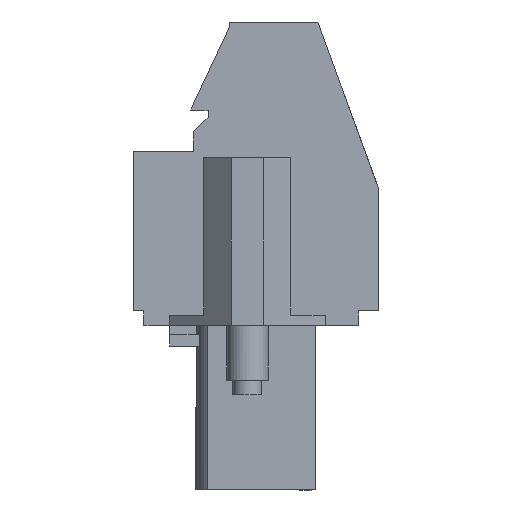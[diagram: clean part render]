
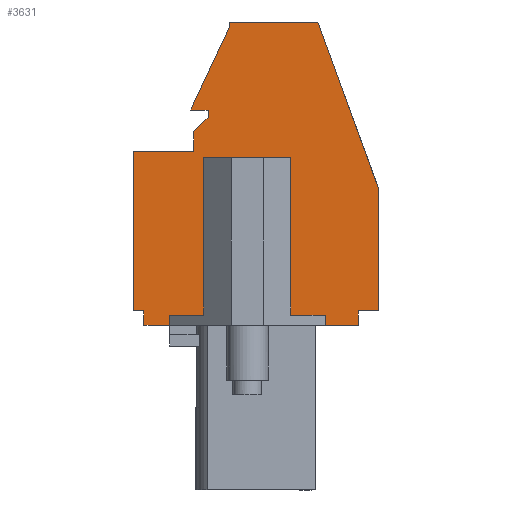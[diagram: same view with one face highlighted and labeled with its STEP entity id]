
A CAD part, left-side view. The second image highlights one B-rep face of the part: STEP entity #3631.
In plain terms, the highlighted planar face has unit normal (-1, 0, 0).
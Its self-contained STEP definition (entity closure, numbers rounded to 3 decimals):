
#1399=AXIS2_PLACEMENT_3D('Plane Axis2P3D',#1396,#1397,#1398) ;
#107=CARTESIAN_POINT('Line Origine',(3.47,1.782,7.95)) ;
#111=CARTESIAN_POINT('Vertex',(3.47,2.58,7.95)) ;
#113=CARTESIAN_POINT('Vertex',(3.47,0.983,7.95)) ;
#148=CARTESIAN_POINT('Vertex',(3.47,10.08,7.95)) ;
#151=CARTESIAN_POINT('Line Origine',(3.47,10.705,7.95)) ;
#155=CARTESIAN_POINT('Vertex',(3.47,11.33,7.95)) ;
#1396=CARTESIAN_POINT('Axis2P3D Location',(3.47,0.,0.)) ;
#3487=CARTESIAN_POINT('Line Origine',(3.47,0.983,8.3)) ;
#3491=CARTESIAN_POINT('Vertex',(3.47,0.983,8.65)) ;
#3494=CARTESIAN_POINT('Line Origine',(3.47,0.492,8.65)) ;
#3498=CARTESIAN_POINT('Vertex',(3.47,0.,8.65)) ;
#3501=CARTESIAN_POINT('Line Origine',(3.47,0.,11.611)) ;
#3505=CARTESIAN_POINT('Vertex',(3.47,0.,14.572)) ;
#3508=CARTESIAN_POINT('Line Origine',(3.47,1.461,18.586)) ;
#3512=CARTESIAN_POINT('Vertex',(3.47,2.922,22.6)) ;
#3515=CARTESIAN_POINT('Line Origine',(3.47,5.052,22.6)) ;
#3519=CARTESIAN_POINT('Vertex',(3.47,7.181,22.6)) ;
#3522=CARTESIAN_POINT('Line Origine',(3.47,7.181,22.5)) ;
#3526=CARTESIAN_POINT('Vertex',(3.47,7.181,22.4)) ;
#3529=CARTESIAN_POINT('Line Origine',(3.47,8.126,20.375)) ;
#3533=CARTESIAN_POINT('Vertex',(3.47,9.07,18.35)) ;
#3536=CARTESIAN_POINT('Line Origine',(3.47,8.65,18.35)) ;
#3540=CARTESIAN_POINT('Vertex',(3.47,8.23,18.35)) ;
#3543=CARTESIAN_POINT('Line Origine',(3.47,8.23,18.175)) ;
#3547=CARTESIAN_POINT('Vertex',(3.47,8.23,18.)) ;
#3550=CARTESIAN_POINT('Line Origine',(3.47,8.58,17.65)) ;
#3554=CARTESIAN_POINT('Vertex',(3.47,8.93,17.3)) ;
#3557=CARTESIAN_POINT('Line Origine',(3.47,8.93,16.825)) ;
#3561=CARTESIAN_POINT('Vertex',(3.47,8.93,16.35)) ;
#3564=CARTESIAN_POINT('Line Origine',(3.47,10.38,16.35)) ;
#3568=CARTESIAN_POINT('Vertex',(3.47,11.83,16.35)) ;
#3571=CARTESIAN_POINT('Line Origine',(3.47,11.83,12.5)) ;
#3575=CARTESIAN_POINT('Vertex',(3.47,11.83,8.65)) ;
#3578=CARTESIAN_POINT('Line Origine',(3.47,11.58,8.65)) ;
#3582=CARTESIAN_POINT('Vertex',(3.47,11.33,8.65)) ;
#3585=CARTESIAN_POINT('Line Origine',(3.47,11.33,8.3)) ;
#3590=CARTESIAN_POINT('Line Origine',(3.47,10.08,8.2)) ;
#3594=CARTESIAN_POINT('Vertex',(3.47,10.08,8.45)) ;
#3597=CARTESIAN_POINT('Line Origine',(3.47,6.33,8.45)) ;
#3601=CARTESIAN_POINT('Vertex',(3.47,2.58,8.45)) ;
#3604=CARTESIAN_POINT('Line Origine',(3.47,2.58,8.2)) ;
#108=DIRECTION('Vector Direction',(0.,-1.,0.)) ;
#152=DIRECTION('Vector Direction',(0.,-1.,0.)) ;
#1397=DIRECTION('Axis2P3D Direction',(-1.,0.,0.)) ;
#1398=DIRECTION('Axis2P3D XDirection',(0.,0.,1.)) ;
#3488=DIRECTION('Vector Direction',(0.,0.,1.)) ;
#3495=DIRECTION('Vector Direction',(0.,-1.,0.)) ;
#3502=DIRECTION('Vector Direction',(0.,0.,1.)) ;
#3509=DIRECTION('Vector Direction',(0.,-0.342,-0.94)) ;
#3516=DIRECTION('Vector Direction',(0.,-1.,0.)) ;
#3523=DIRECTION('Vector Direction',(0.,0.,1.)) ;
#3530=DIRECTION('Vector Direction',(0.,-0.423,0.906)) ;
#3537=DIRECTION('Vector Direction',(0.,1.,0.)) ;
#3544=DIRECTION('Vector Direction',(0.,0.,1.)) ;
#3551=DIRECTION('Vector Direction',(0.,-0.707,0.707)) ;
#3558=DIRECTION('Vector Direction',(0.,0.,1.)) ;
#3565=DIRECTION('Vector Direction',(0.,-1.,0.)) ;
#3572=DIRECTION('Vector Direction',(0.,0.,1.)) ;
#3579=DIRECTION('Vector Direction',(0.,1.,0.)) ;
#3586=DIRECTION('Vector Direction',(0.,0.,-1.)) ;
#3591=DIRECTION('Vector Direction',(0.,0.,1.)) ;
#3598=DIRECTION('Vector Direction',(0.,1.,0.)) ;
#3605=DIRECTION('Vector Direction',(0.,0.,1.)) ;
#109=VECTOR('Line Direction',#108,1.) ;
#153=VECTOR('Line Direction',#152,1.) ;
#3489=VECTOR('Line Direction',#3488,1.) ;
#3496=VECTOR('Line Direction',#3495,1.) ;
#3503=VECTOR('Line Direction',#3502,1.) ;
#3510=VECTOR('Line Direction',#3509,1.) ;
#3517=VECTOR('Line Direction',#3516,1.) ;
#3524=VECTOR('Line Direction',#3523,1.) ;
#3531=VECTOR('Line Direction',#3530,1.) ;
#3538=VECTOR('Line Direction',#3537,1.) ;
#3545=VECTOR('Line Direction',#3544,1.) ;
#3552=VECTOR('Line Direction',#3551,1.) ;
#3559=VECTOR('Line Direction',#3558,1.) ;
#3566=VECTOR('Line Direction',#3565,1.) ;
#3573=VECTOR('Line Direction',#3572,1.) ;
#3580=VECTOR('Line Direction',#3579,1.) ;
#3587=VECTOR('Line Direction',#3586,1.) ;
#3592=VECTOR('Line Direction',#3591,1.) ;
#3599=VECTOR('Line Direction',#3598,1.) ;
#3606=VECTOR('Line Direction',#3605,1.) ;
#3610=ORIENTED_EDGE('',*,*,#115,.T.) ;
#3611=ORIENTED_EDGE('',*,*,#3493,.T.) ;
#3612=ORIENTED_EDGE('',*,*,#3500,.T.) ;
#3613=ORIENTED_EDGE('',*,*,#3507,.T.) ;
#3614=ORIENTED_EDGE('',*,*,#3514,.T.) ;
#3615=ORIENTED_EDGE('',*,*,#3521,.T.) ;
#3616=ORIENTED_EDGE('',*,*,#3528,.T.) ;
#3617=ORIENTED_EDGE('',*,*,#3535,.T.) ;
#3618=ORIENTED_EDGE('',*,*,#3542,.T.) ;
#3619=ORIENTED_EDGE('',*,*,#3549,.T.) ;
#3620=ORIENTED_EDGE('',*,*,#3556,.T.) ;
#3621=ORIENTED_EDGE('',*,*,#3563,.T.) ;
#3622=ORIENTED_EDGE('',*,*,#3570,.T.) ;
#3623=ORIENTED_EDGE('',*,*,#3577,.T.) ;
#3624=ORIENTED_EDGE('',*,*,#3584,.T.) ;
#3625=ORIENTED_EDGE('',*,*,#3589,.T.) ;
#3626=ORIENTED_EDGE('',*,*,#157,.T.) ;
#3627=ORIENTED_EDGE('',*,*,#3596,.T.) ;
#3628=ORIENTED_EDGE('',*,*,#3603,.F.) ;
#3629=ORIENTED_EDGE('',*,*,#3608,.F.) ;
#3631=ADVANCED_FACE('HOUSING',(#3630),#1400,.T.) ;
#115=EDGE_CURVE('',#112,#114,#110,.T.) ;
#157=EDGE_CURVE('',#156,#149,#154,.T.) ;
#3493=EDGE_CURVE('',#114,#3492,#3490,.T.) ;
#3500=EDGE_CURVE('',#3492,#3499,#3497,.T.) ;
#3507=EDGE_CURVE('',#3499,#3506,#3504,.T.) ;
#3514=EDGE_CURVE('',#3506,#3513,#3511,.F.) ;
#3521=EDGE_CURVE('',#3513,#3520,#3518,.F.) ;
#3528=EDGE_CURVE('',#3520,#3527,#3525,.F.) ;
#3535=EDGE_CURVE('',#3527,#3534,#3532,.F.) ;
#3542=EDGE_CURVE('',#3534,#3541,#3539,.F.) ;
#3549=EDGE_CURVE('',#3541,#3548,#3546,.F.) ;
#3556=EDGE_CURVE('',#3548,#3555,#3553,.F.) ;
#3563=EDGE_CURVE('',#3555,#3562,#3560,.F.) ;
#3570=EDGE_CURVE('',#3562,#3569,#3567,.F.) ;
#3577=EDGE_CURVE('',#3569,#3576,#3574,.F.) ;
#3584=EDGE_CURVE('',#3576,#3583,#3581,.F.) ;
#3589=EDGE_CURVE('',#3583,#156,#3588,.T.) ;
#3596=EDGE_CURVE('',#149,#3595,#3593,.T.) ;
#3603=EDGE_CURVE('',#3602,#3595,#3600,.T.) ;
#3608=EDGE_CURVE('',#112,#3602,#3607,.T.) ;
#3609=EDGE_LOOP('',(#3610,#3611,#3612,#3613,#3614,#3615,#3616,#3617,#3618,#3619,#3620,#3621,#3622,#3623,#3624,#3625,#3626,#3627,#3628,#3629)) ;
#3630=FACE_OUTER_BOUND('',#3609,.T.) ;
#110=LINE('Line',#107,#109) ;
#154=LINE('Line',#151,#153) ;
#3490=LINE('Line',#3487,#3489) ;
#3497=LINE('Line',#3494,#3496) ;
#3504=LINE('Line',#3501,#3503) ;
#3511=LINE('Line',#3508,#3510) ;
#3518=LINE('Line',#3515,#3517) ;
#3525=LINE('Line',#3522,#3524) ;
#3532=LINE('Line',#3529,#3531) ;
#3539=LINE('Line',#3536,#3538) ;
#3546=LINE('Line',#3543,#3545) ;
#3553=LINE('Line',#3550,#3552) ;
#3560=LINE('Line',#3557,#3559) ;
#3567=LINE('Line',#3564,#3566) ;
#3574=LINE('Line',#3571,#3573) ;
#3581=LINE('Line',#3578,#3580) ;
#3588=LINE('Line',#3585,#3587) ;
#3593=LINE('Line',#3590,#3592) ;
#3600=LINE('Line',#3597,#3599) ;
#3607=LINE('Line',#3604,#3606) ;
#1400=PLANE('',#1399) ;
#112=VERTEX_POINT('',#111) ;
#114=VERTEX_POINT('',#113) ;
#149=VERTEX_POINT('',#148) ;
#156=VERTEX_POINT('',#155) ;
#3492=VERTEX_POINT('',#3491) ;
#3499=VERTEX_POINT('',#3498) ;
#3506=VERTEX_POINT('',#3505) ;
#3513=VERTEX_POINT('',#3512) ;
#3520=VERTEX_POINT('',#3519) ;
#3527=VERTEX_POINT('',#3526) ;
#3534=VERTEX_POINT('',#3533) ;
#3541=VERTEX_POINT('',#3540) ;
#3548=VERTEX_POINT('',#3547) ;
#3555=VERTEX_POINT('',#3554) ;
#3562=VERTEX_POINT('',#3561) ;
#3569=VERTEX_POINT('',#3568) ;
#3576=VERTEX_POINT('',#3575) ;
#3583=VERTEX_POINT('',#3582) ;
#3595=VERTEX_POINT('',#3594) ;
#3602=VERTEX_POINT('',#3601) ;
